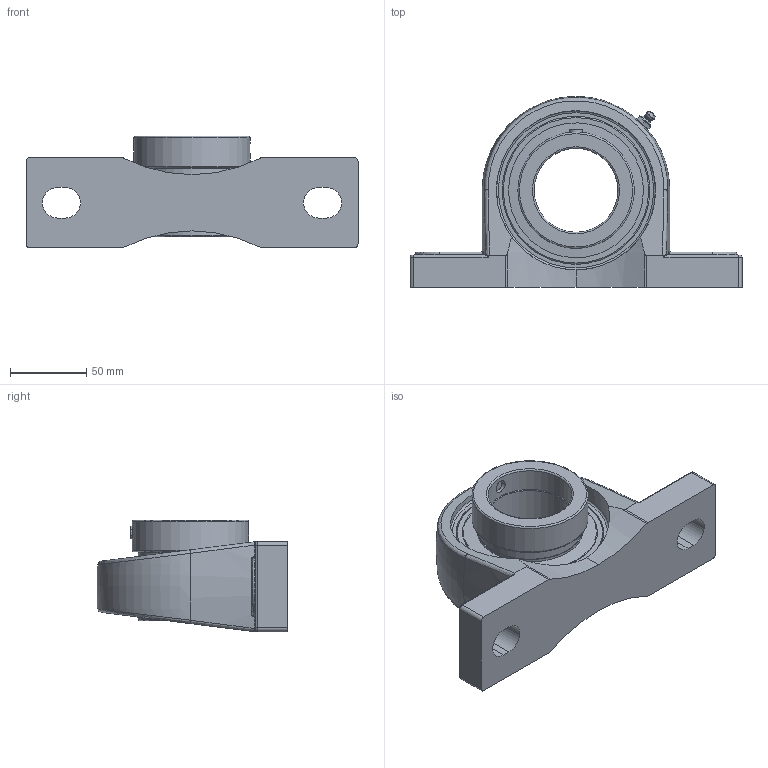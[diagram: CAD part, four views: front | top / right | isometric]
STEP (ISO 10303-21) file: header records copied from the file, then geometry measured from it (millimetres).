
FILE_DESCRIPTION(('HOOPS Exchange Step'),'2;1');
FILE_NAME('export-13862179-3785-4BC2-A13B-2CC261F5C40D.stp','2019-12-13T14:15:37-08:00',('ibuslach'),('Alibre'),'HOOPS Exchange 2019.2','Alibre','Unknown authorisation');
FILE_SCHEMA( ('AP242_MANAGED_MODEL_BASED_3D_ENGINEERING_MIM_LF {1 0 10303 442 1 1 4 }') );
Length unit declared in the file: centimetre
Products named in the file (8): MRN SP 211; UCP ZERK 8mm; SNC 211 COLLAR; SNC 211 SHIELD; SNC 211 RACES; SNC 211 SS; MRN SNC 211; MRN SNCP 211
Assembly tree (8 placements, depth 3):
  MRN SNCP 211
    MRN SP 211
    UCP ZERK 8mm
    MRN SNC 211
      SNC 211 COLLAR
      SNC 211 SHIELD  x2
      SNC 211 RACES
      SNC 211 SS
Bounding box: 217.5 x 124.91 x 73.1 mm (x, y, z)
Volume: 505982.6 mm3; surface area: 128259.1 mm2
Topology: 8 solids, 8 shells, 231 faces, 613 edges, 392 vertices
Faces by surface type: cylinder 72, plane 66, torus 32, cone 30, bspline 22, sphere 9
Full cylindrical faces by diameter (mm): 2.263 x2, 8 x2, 8.382 x3, 55 x2, 64.973 x2, 68.58 x4, 69.342 x2, 76.2 x1, 87.884 x2, 88.392 x2, 104.224 x2
Entity records: 15944 total; most frequent: CARTESIAN_POINT 10236, DIRECTION 1183, ORIENTED_EDGE 1168, EDGE_CURVE 584, AXIS2_PLACEMENT_3D 498, VERTEX_POINT 378, CIRCLE 252, EDGE_LOOP 250
